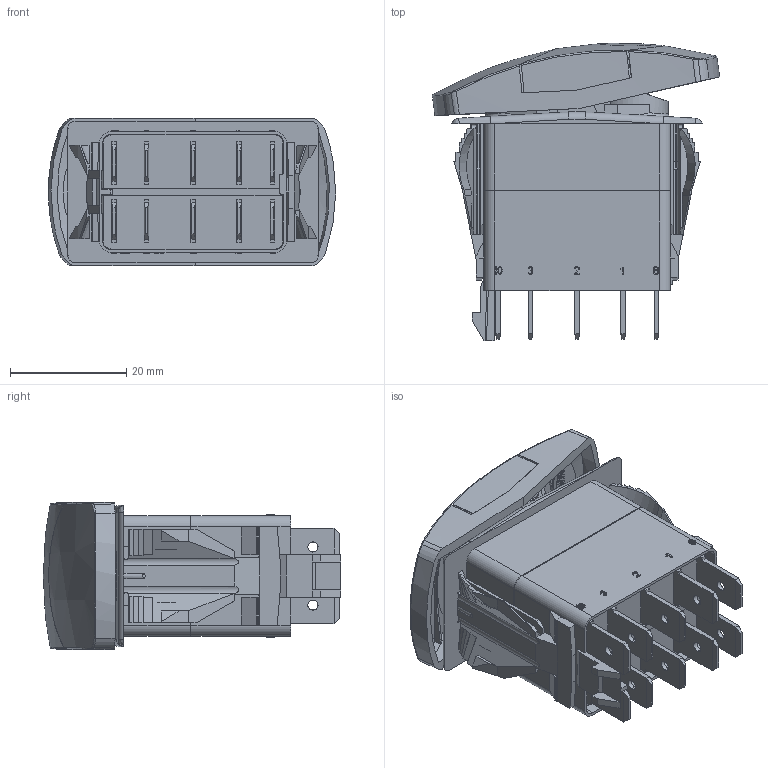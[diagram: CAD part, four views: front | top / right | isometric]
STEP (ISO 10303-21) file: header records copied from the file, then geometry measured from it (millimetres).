
FILE_DESCRIPTION((''),'2;1');
FILE_NAME('V1DBB60B-HRZCN00-000-_SW0001','2011-09-04T',('leads.cao'),(''),'PRO/ENGINEER BY PARAMETRIC TECHNOLOGY CORPORATION, 2010280','PRO/ENGINEER BY PARAMETRIC TECHNOLOGY CORPORATION, 2010280','');
FILE_SCHEMA(('CONFIG_CONTROL_DESIGN'));
Products named in the file (1): V1DBB60B-HRZCN00-000-_SW0001
Bounding box: 49.53 x 51.25 x 25.4 mm (x, y, z)
Volume: 13587 mm3; surface area: 19933.7 mm2
Topology: 1 solids, 2 shells, 2477 faces, 6840 edges, 4413 vertices
Faces by surface type: plane 2021, cylinder 225, cone 116, bspline 70, extrusion 23, sphere 14, torus 8
Entity records: 82934 total; most frequent: CARTESIAN_POINT 21460, ORIENTED_EDGE 13676, DIRECTION 11223, EDGE_CURVE 6838, VECTOR 5431, LINE 5408, VERTEX_POINT 4413, AXIS2_PLACEMENT_3D 2896
